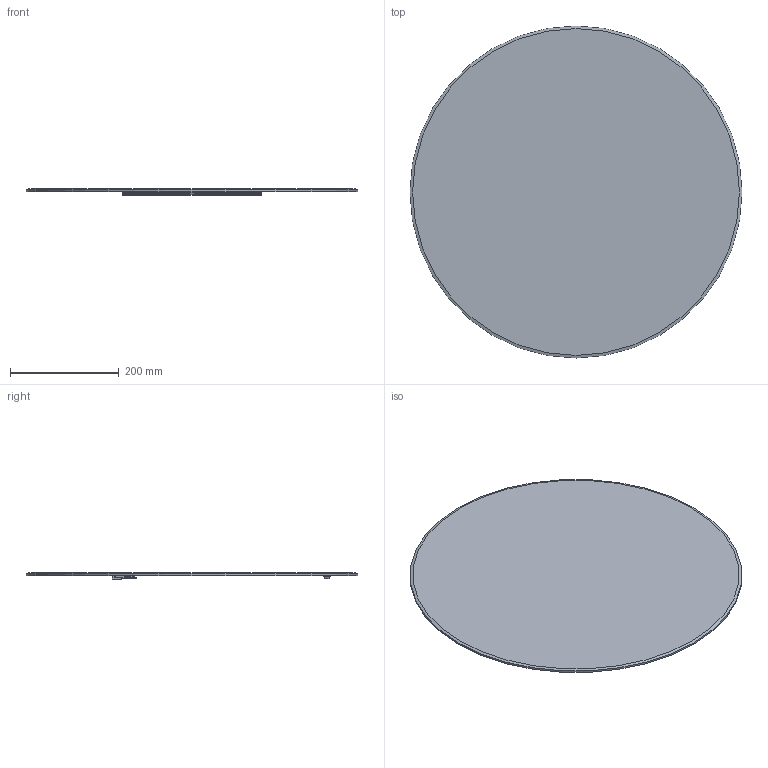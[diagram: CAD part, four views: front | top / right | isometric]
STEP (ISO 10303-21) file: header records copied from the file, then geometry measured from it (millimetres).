
FILE_DESCRIPTION((''),'2;1');
FILE_NAME('0341N','2021-06-21T16:23:43',('jinson.thomas'),(''),'CREO PARAMETRIC BY PTC INC, 2018400','CREO PARAMETRIC BY PTC INC, 2018400','');
FILE_SCHEMA(('CONFIG_CONTROL_DESIGN'));
Length unit declared in the file: inch
Products named in the file (1): 0341N
Bounding box: 609.6 x 609.6 x 11.38 mm (x, y, z)
Volume: 1445048.6 mm3; surface area: 614100.7 mm2
Topology: 1 solids, 1 shells, 77 faces, 198 edges, 124 vertices
Faces by surface type: plane 38, cylinder 27, cone 8, sphere 4
Entity records: 2386 total; most frequent: CARTESIAN_POINT 413, DIRECTION 410, ORIENTED_EDGE 396, EDGE_CURVE 198, AXIS2_PLACEMENT_3D 139, VECTOR 132, LINE 132, VERTEX_POINT 126
